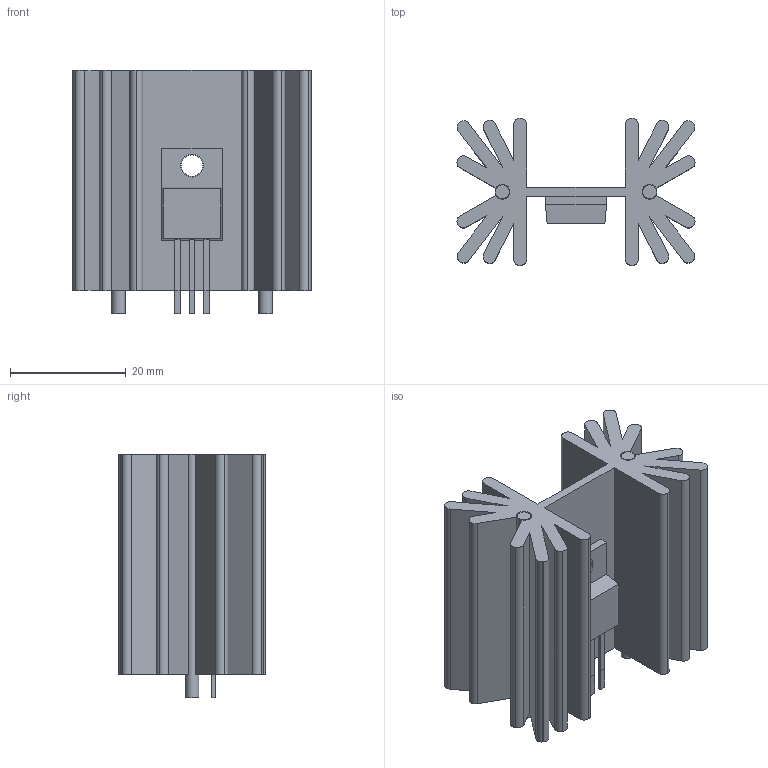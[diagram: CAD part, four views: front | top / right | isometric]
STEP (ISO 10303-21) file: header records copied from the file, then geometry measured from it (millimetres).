
FILE_DESCRIPTION(/* description */ (''),/* implementation_level */ '2;1');
FILE_NAME(/* name */ 'TO-220-VERT-HS v4.step',/* time_stamp */ '2022-07-01T14:42:49-07:00',/* author */ (''),/* organization */ (''),/* preprocessor_version */ 'ST-DEVELOPER v19',/* originating_system */ 'Autodesk Translation Framework v11.7.0.108',/* authorisation */ '');
FILE_SCHEMA (('AUTOMOTIVE_DESIGN { 1 0 10303 214 3 1 1 }'));
Length unit declared in the file: millimetre
Products named in the file (1): TO-220-VERT-HS
Bounding box: 41.1 x 25.4 x 42.1 mm (x, y, z)
Volume: 16652.7 mm3; surface area: 15403.3 mm2
Topology: 11 solids, 11 shells, 142 faces, 360 edges, 240 vertices
Faces by surface type: plane 104, cylinder 38
Full cylindrical faces by diameter (mm): 2.4 x2, 3.7 x1, 3.94 x1
Entity records: 4312 total; most frequent: CARTESIAN_POINT 743, DIRECTION 722, ORIENTED_EDGE 720, EDGE_CURVE 360, LINE 284, VECTOR 284, VERTEX_POINT 240, AXIS2_PLACEMENT_3D 219
